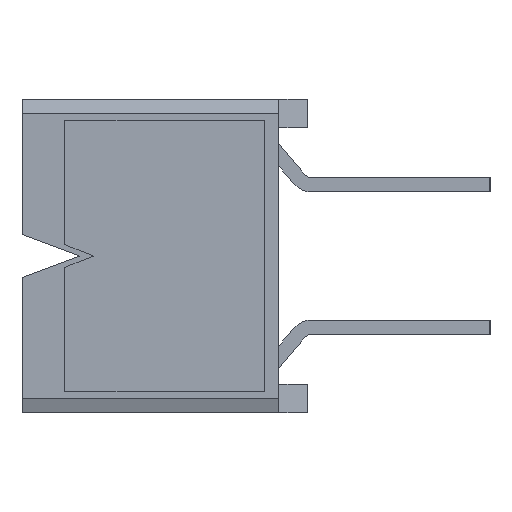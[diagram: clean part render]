
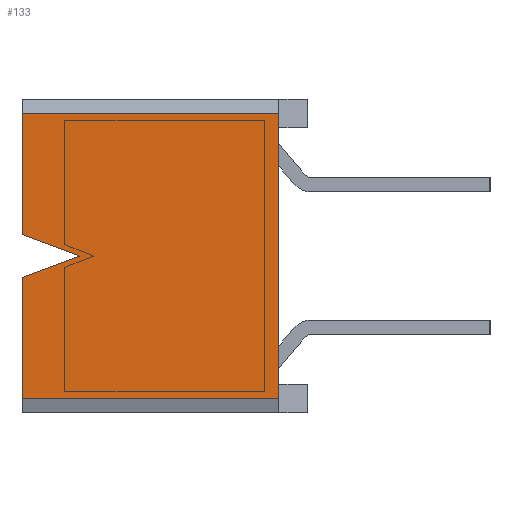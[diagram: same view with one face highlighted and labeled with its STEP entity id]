
A CAD part, left-side view. The second image highlights one B-rep face of the part: STEP entity #133.
In plain terms, the highlighted planar face has unit normal (-1, 0, 0).
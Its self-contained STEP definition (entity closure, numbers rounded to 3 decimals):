
#106=EDGE_CURVE('',#107,#109,#111,.F.);
#107=VERTEX_POINT('',#108);
#108=CARTESIAN_POINT('',(-33.02,5.08,2.54));
#109=VERTEX_POINT('',#110);
#110=CARTESIAN_POINT('',(-33.02,0.508,2.54));
#111=LINE('',#112,#113);
#112=CARTESIAN_POINT('',(-33.02,5.08,2.54));
#113=VECTOR('',#114,1.0);
#114=DIRECTION('',(0.0,1.0,0.0));
#133=ADVANCED_FACE('',(#134),#183,.F.);
#134=FACE_BOUND('',#135,.T.);
#135=EDGE_LOOP('',(#136,#146,#154,#162,#170,#176,#177));
#136=ORIENTED_EDGE('',*,*,#137,.T.);
#137=EDGE_CURVE('',#138,#140,#142,.T.);
#138=VERTEX_POINT('',#139);
#139=CARTESIAN_POINT('',(-33.02,5.08,0.381));
#140=VERTEX_POINT('',#141);
#141=CARTESIAN_POINT('',(-33.02,4.064,0.));
#142=LINE('',#143,#144);
#143=CARTESIAN_POINT('',(-33.02,5.08,0.381));
#144=VECTOR('',#145,1.0);
#145=DIRECTION('',(0.0,-0.936,-0.351));
#146=ORIENTED_EDGE('',*,*,#147,.T.);
#147=EDGE_CURVE('',#140,#148,#150,.T.);
#148=VERTEX_POINT('',#149);
#149=CARTESIAN_POINT('',(-33.02,5.08,-0.381));
#150=LINE('',#151,#152);
#151=CARTESIAN_POINT('',(-33.02,4.064,0.0));
#152=VECTOR('',#153,1.0);
#153=DIRECTION('',(0.0,0.936,-0.351));
#154=ORIENTED_EDGE('',*,*,#155,.T.);
#155=EDGE_CURVE('',#148,#156,#158,.F.);
#156=VERTEX_POINT('',#157);
#157=CARTESIAN_POINT('',(-33.02,5.08,-2.54));
#158=LINE('',#159,#160);
#159=CARTESIAN_POINT('',(-33.02,5.08,-2.794));
#160=VECTOR('',#161,1.0);
#161=DIRECTION('',(0.0,0.0,1.0));
#162=ORIENTED_EDGE('',*,*,#163,.T.);
#163=EDGE_CURVE('',#156,#164,#166,.T.);
#164=VERTEX_POINT('',#165);
#165=CARTESIAN_POINT('',(-33.02,0.508,-2.54));
#166=LINE('',#167,#168);
#167=CARTESIAN_POINT('',(-33.02,5.08,-2.54));
#168=VECTOR('',#169,1.0);
#169=DIRECTION('',(0.0,-1.0,0.0));
#170=ORIENTED_EDGE('',*,*,#171,.T.);
#171=EDGE_CURVE('',#164,#109,#172,.T.);
#172=LINE('',#173,#174);
#173=CARTESIAN_POINT('',(-33.02,0.508,-2.286));
#174=VECTOR('',#175,1.0);
#175=DIRECTION('',(0.0,0.0,1.0));
#176=ORIENTED_EDGE('',*,*,#106,.F.);
#177=ORIENTED_EDGE('',*,*,#178,.T.);
#178=EDGE_CURVE('',#107,#138,#179,.F.);
#179=LINE('',#180,#181);
#180=CARTESIAN_POINT('',(-33.02,5.08,-2.794));
#181=VECTOR('',#182,1.0);
#182=DIRECTION('',(0.0,0.0,1.0));
#183=PLANE('',#184);
#184=AXIS2_PLACEMENT_3D('',#185,#186,#187);
#185=CARTESIAN_POINT('',(-33.02,5.08,-2.794));
#186=DIRECTION('',(1.0,0.0,0.0));
#187=DIRECTION('',(0.0,0.0,-1.0));
